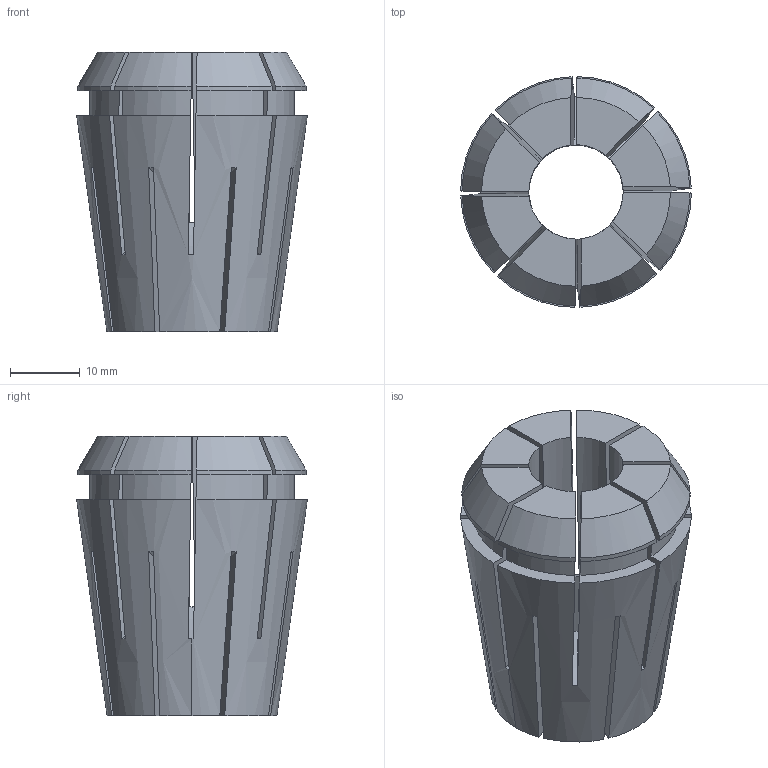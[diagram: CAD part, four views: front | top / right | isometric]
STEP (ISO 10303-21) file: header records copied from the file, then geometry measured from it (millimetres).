
FILE_DESCRIPTION (( 'STEP AP203' ), '1' );
FILE_NAME ('STP-5250-114-032-A34-0(04546-0.531).STEP', '2022-09-06T08:27:35', ( '' ), ( '' ), 'SwSTEP 2.0', 'SolidWorks 2017', '' );
FILE_SCHEMA (( 'CONFIG_CONTROL_DESIGN' ));
Length unit declared in the file: millimetre
Products named in the file (1): STP-5250-114-032-A34-0(04546-0.531)
Bounding box: 33 x 33 x 40 mm (x, y, z)
Volume: 18456.9 mm3; surface area: 11968.2 mm2
Topology: 1 solids, 1 shells, 108 faces, 324 edges, 216 vertices
Faces by surface type: plane 64, cylinder 34, cone 10
Entity records: 3889 total; most frequent: CARTESIAN_POINT 1141, ORIENTED_EDGE 648, DIRECTION 502, EDGE_CURVE 324, AXIS2_PLACEMENT_3D 217, VERTEX_POINT 216, ADVANCED_FACE 108, EDGE_LOOP 108
